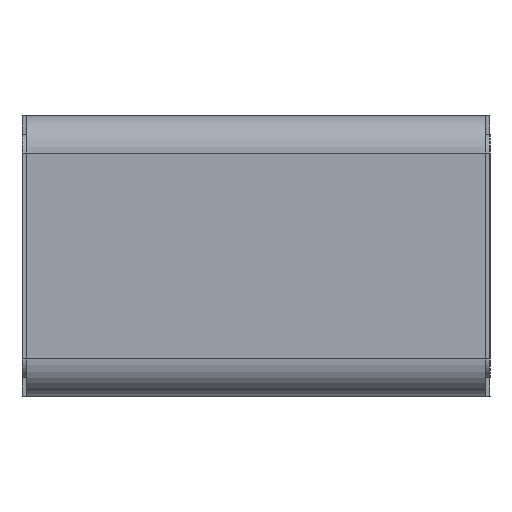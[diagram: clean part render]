
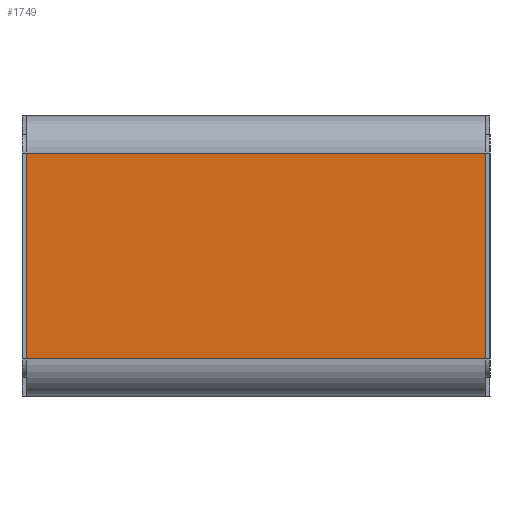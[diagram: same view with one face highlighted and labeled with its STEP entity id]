
A CAD part, left-side view. The second image highlights one B-rep face of the part: STEP entity #1749.
In plain terms, the highlighted planar face has unit normal (-1, 0, 0).
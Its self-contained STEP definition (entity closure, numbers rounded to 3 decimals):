
#354=DIRECTION('',(0.,0.,1.));
#355=VECTOR('',#354,0.22);
#356=CARTESIAN_POINT('',(-0.5,-0.245,-0.11));
#357=LINE('',#356,#355);
#591=DIRECTION('',(0.,0.,1.));
#592=VECTOR('',#591,0.22);
#593=CARTESIAN_POINT('',(-0.5,0.245,-0.11));
#594=LINE('',#593,#592);
#906=DIRECTION('',(0.,-1.,0.));
#907=VECTOR('',#906,0.49);
#908=CARTESIAN_POINT('',(-0.5,0.245,-0.11));
#909=LINE('',#908,#907);
#913=DIRECTION('',(0.,-1.,0.));
#914=VECTOR('',#913,0.49);
#915=CARTESIAN_POINT('',(-0.5,0.245,0.11));
#916=LINE('',#915,#914);
#1144=CARTESIAN_POINT('',(-0.5,-0.245,-0.11));
#1145=VERTEX_POINT('',#1144);
#1146=CARTESIAN_POINT('',(-0.5,0.245,-0.11));
#1147=VERTEX_POINT('',#1146);
#1152=CARTESIAN_POINT('',(-0.5,-0.245,0.11));
#1153=VERTEX_POINT('',#1152);
#1154=CARTESIAN_POINT('',(-0.5,0.245,0.11));
#1155=VERTEX_POINT('',#1154);
#1737=CARTESIAN_POINT('',(-0.5,-0.245,-0.15));
#1738=DIRECTION('',(-1.,0.,0.));
#1739=DIRECTION('',(0.,0.,1.));
#1740=AXIS2_PLACEMENT_3D('',#1737,#1738,#1739);
#1741=PLANE('',#1740);
#1743=ORIENTED_EDGE('',*,*,#1742,.F.);
#1744=ORIENTED_EDGE('',*,*,#1450,.T.);
#1745=ORIENTED_EDGE('',*,*,#1730,.T.);
#1746=ORIENTED_EDGE('',*,*,#1292,.F.);
#1747=EDGE_LOOP('',(#1743,#1744,#1745,#1746));
#1748=FACE_OUTER_BOUND('',#1747,.F.);
#1292=EDGE_CURVE('',#1145,#1153,#357,.T.);
#1450=EDGE_CURVE('',#1147,#1155,#594,.T.);
#1730=EDGE_CURVE('',#1155,#1153,#916,.T.);
#1742=EDGE_CURVE('',#1147,#1145,#909,.T.);
#1749=ADVANCED_FACE('',(#1748),#1741,.T.);
